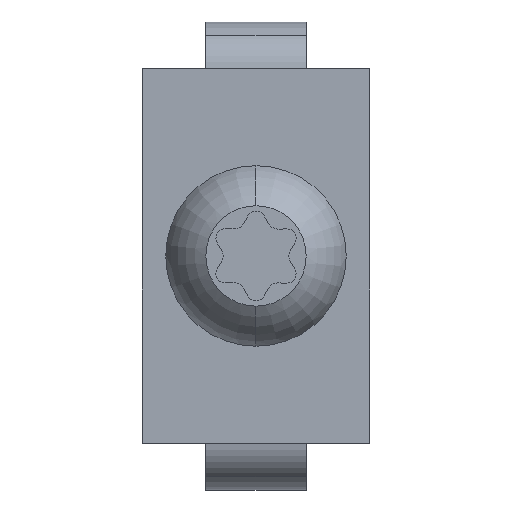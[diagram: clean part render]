
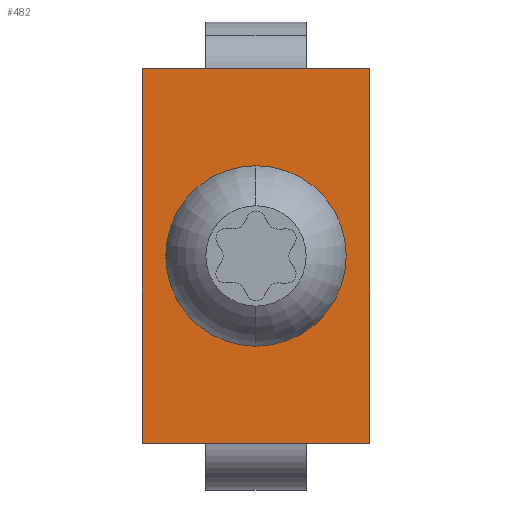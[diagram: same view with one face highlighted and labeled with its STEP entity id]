
A CAD part, front view. The second image highlights one B-rep face of the part: STEP entity #482.
In plain terms, the highlighted planar face has unit normal (0, -1, 0).
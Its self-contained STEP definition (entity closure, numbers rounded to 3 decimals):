
#69 = ORIENTED_EDGE ( 'NONE', *, *, #376, .F. ) ;
#109 = EDGE_CURVE ( 'NONE', #248, #1292, #1575, .T. ) ;
#233 = DIRECTION ( 'NONE',  ( 0., 0., 1. ) ) ;
#245 = ORIENTED_EDGE ( 'NONE', *, *, #109, .F. ) ;
#248 = VERTEX_POINT ( 'NONE', #581 ) ;
#297 = PLANE ( 'NONE',  #720 ) ;
#350 = AXIS2_PLACEMENT_3D ( 'NONE', #1227, #478, #1832 ) ;
#362 = EDGE_CURVE ( 'NONE', #1292, #1265, #976, .T. ) ;
#375 = EDGE_LOOP ( 'NONE', ( #1021, #69 ) ) ;
#376 = EDGE_CURVE ( 'NONE', #901, #1702, #1516, .T. ) ;
#403 = CARTESIAN_POINT ( 'NONE',  ( 8.5, 0., 14. ) ) ;
#436 = CARTESIAN_POINT ( 'NONE',  ( 8.5, 0., -14. ) ) ;
#443 = VECTOR ( 'NONE', #233, 1000. ) ;
#447 = LINE ( 'NONE', #1408, #443 ) ;
#463 = CARTESIAN_POINT ( 'NONE',  ( 0., 0., 0. ) ) ;
#478 = DIRECTION ( 'NONE',  ( 0., -1., 0. ) ) ;
#482 = ADVANCED_FACE ( 'NONE', ( #2367, #1747 ), #297, .F. ) ;
#531 = LINE ( 'NONE', #403, #1114 ) ;
#550 = VERTEX_POINT ( 'NONE', #2413 ) ;
#581 = CARTESIAN_POINT ( 'NONE',  ( 8.5, 0., 14. ) ) ;
#720 = AXIS2_PLACEMENT_3D ( 'NONE', #1072, #1861, #2049 ) ;
#851 = DIRECTION ( 'NONE',  ( 0., 0., 1. ) ) ;
#870 = ORIENTED_EDGE ( 'NONE', *, *, #2365, .F. ) ;
#901 = VERTEX_POINT ( 'NONE', #1658 ) ;
#976 = LINE ( 'NONE', #993, #1964 ) ;
#993 = CARTESIAN_POINT ( 'NONE',  ( -8.5, 0., -14. ) ) ;
#1021 = ORIENTED_EDGE ( 'NONE', *, *, #2194, .F. ) ;
#1023 = CARTESIAN_POINT ( 'NONE',  ( -8.5, 0., -14. ) ) ;
#1067 = VECTOR ( 'NONE', #2454, 1000. ) ;
#1072 = CARTESIAN_POINT ( 'NONE',  ( 0., 0., 0. ) ) ;
#1114 = VECTOR ( 'NONE', #2475, 1000. ) ;
#1227 = CARTESIAN_POINT ( 'NONE',  ( 0., 0., 0. ) ) ;
#1257 = DIRECTION ( 'NONE',  ( 0., -1., 0. ) ) ;
#1265 = VERTEX_POINT ( 'NONE', #1023 ) ;
#1292 = VERTEX_POINT ( 'NONE', #436 ) ;
#1408 = CARTESIAN_POINT ( 'NONE',  ( -8.5, 0., 14. ) ) ;
#1420 = CIRCLE ( 'NONE', #350, 6.75 ) ;
#1516 = CIRCLE ( 'NONE', #2333, 6.75 ) ;
#1575 = LINE ( 'NONE', #2461, #1067 ) ;
#1658 = CARTESIAN_POINT ( 'NONE',  ( 0., 0., -6.75 ) ) ;
#1702 = VERTEX_POINT ( 'NONE', #2183 ) ;
#1747 = FACE_OUTER_BOUND ( 'NONE', #2309, .T. ) ;
#1832 = DIRECTION ( 'NONE',  ( 0., 0., 1. ) ) ;
#1861 = DIRECTION ( 'NONE',  ( 0., 1., 0. ) ) ;
#1953 = DIRECTION ( 'NONE',  ( -1., 0., 0. ) ) ;
#1964 = VECTOR ( 'NONE', #1953, 1000. ) ;
#2049 = DIRECTION ( 'NONE',  ( 0., 0., 1. ) ) ;
#2183 = CARTESIAN_POINT ( 'NONE',  ( 0., 0., 6.75 ) ) ;
#2194 = EDGE_CURVE ( 'NONE', #1702, #901, #1420, .T. ) ;
#2309 = EDGE_LOOP ( 'NONE', ( #2398, #2478, #245, #870 ) ) ;
#2333 = AXIS2_PLACEMENT_3D ( 'NONE', #463, #1257, #851 ) ;
#2365 = EDGE_CURVE ( 'NONE', #550, #248, #531, .T. ) ;
#2367 = FACE_BOUND ( 'NONE', #375, .T. ) ;
#2398 = ORIENTED_EDGE ( 'NONE', *, *, #2425, .F. ) ;
#2413 = CARTESIAN_POINT ( 'NONE',  ( -8.5, 0., 14. ) ) ;
#2425 = EDGE_CURVE ( 'NONE', #1265, #550, #447, .T. ) ;
#2454 = DIRECTION ( 'NONE',  ( 0., 0., -1. ) ) ;
#2461 = CARTESIAN_POINT ( 'NONE',  ( 8.5, 0., -14. ) ) ;
#2475 = DIRECTION ( 'NONE',  ( 1., 0., 0. ) ) ;
#2478 = ORIENTED_EDGE ( 'NONE', *, *, #362, .F. ) ;
